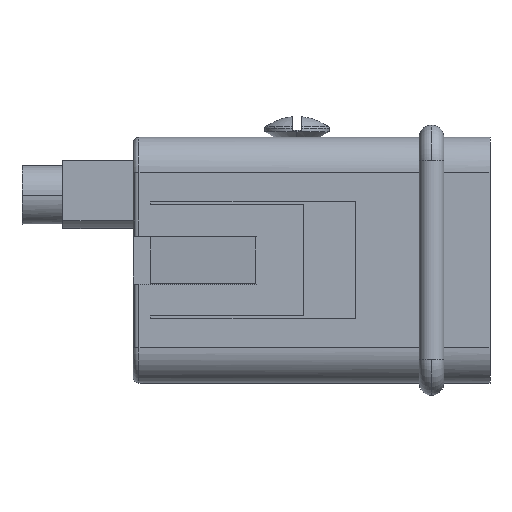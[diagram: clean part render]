
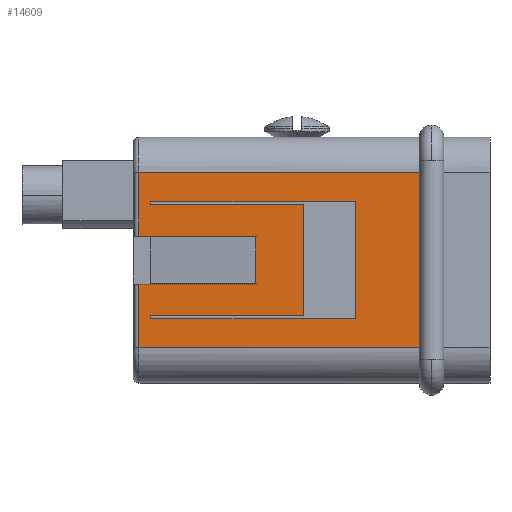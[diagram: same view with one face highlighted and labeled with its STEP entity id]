
A CAD part, front view. The second image highlights one B-rep face of the part: STEP entity #14609.
In plain terms, the highlighted planar face has unit normal (0, -1, 0).
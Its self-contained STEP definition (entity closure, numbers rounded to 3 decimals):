
#2059=CARTESIAN_POINT('',(5.45,-10.5,-7.5));
#2060=VERTEX_POINT('',#2059);
#2083=CARTESIAN_POINT('',(5.45,-10.5,7.5));
#2084=VERTEX_POINT('',#2083);
#2167=CARTESIAN_POINT('',(5.45,-10.5,-7.5));
#2168=DIRECTION('',(0.0,0.0,1.0));
#2169=VECTOR('',#2168,15.0);
#2170=LINE('',#2167,#2169);
#2171=EDGE_CURVE('',#2060,#2084,#2170,.T.);
#12384=CARTESIAN_POINT('',(-18.5,-10.5,-7.5));
#12385=VERTEX_POINT('',#12384);
#12386=CARTESIAN_POINT('',(-18.5,-10.5,-7.5));
#12387=DIRECTION('',(1.0,0.0,0.0));
#12388=VECTOR('',#12387,23.95);
#12389=LINE('',#12386,#12388);
#12390=EDGE_CURVE('',#12385,#2060,#12389,.T.);
#14362=CARTESIAN_POINT('',(-8.5,-10.5,-2.0));
#14363=VERTEX_POINT('',#14362);
#14386=CARTESIAN_POINT('',(-8.5,-10.5,2.0));
#14387=VERTEX_POINT('',#14386);
#14401=CARTESIAN_POINT('',(-8.5,-10.5,-2.0));
#14402=DIRECTION('',(0.0,0.0,1.0));
#14403=VECTOR('',#14402,4.0);
#14404=LINE('',#14401,#14403);
#14405=EDGE_CURVE('',#14363,#14387,#14404,.T.);
#14447=CARTESIAN_POINT('',(-8.5,-10.5,-2.05));
#14448=VERTEX_POINT('',#14447);
#14455=CARTESIAN_POINT('',(-8.5,-10.5,-2.05));
#14456=DIRECTION('',(0.,0.0,1.0));
#14457=VECTOR('',#14456,0.05);
#14458=LINE('',#14455,#14457);
#14459=EDGE_CURVE('',#14448,#14363,#14458,.T.);
#14470=CARTESIAN_POINT('',(-8.5,-10.5,2.05));
#14471=VERTEX_POINT('',#14470);
#14472=CARTESIAN_POINT('',(-8.5,-10.5,2.0));
#14473=DIRECTION('',(0.,0.0,1.0));
#14474=VECTOR('',#14473,0.05);
#14475=LINE('',#14472,#14474);
#14476=EDGE_CURVE('',#14387,#14471,#14475,.T.);
#14495=CARTESIAN_POINT('',(0.0,-10.5,7.5));
#14496=DIRECTION('',(0.0,-1.0,0.0));
#14497=DIRECTION('',(0.0,0.0,-1.0));
#14498=AXIS2_PLACEMENT_3D('',#14495,#14496,#14497);
#14499=PLANE('',#14498);
#14500=ORIENTED_EDGE('',*,*,#2171,.T.);
#14501=CARTESIAN_POINT('',(-18.5,-10.5,7.5));
#14502=VERTEX_POINT('',#14501);
#14503=CARTESIAN_POINT('',(-18.5,-10.5,7.5));
#14504=DIRECTION('',(1.0,0.0,0.0));
#14505=VECTOR('',#14504,23.95);
#14506=LINE('',#14503,#14505);
#14507=EDGE_CURVE('',#14502,#2084,#14506,.T.);
#14508=ORIENTED_EDGE('',*,*,#14507,.F.);
#14509=CARTESIAN_POINT('',(-18.5,-10.5,2.05));
#14510=VERTEX_POINT('',#14509);
#14511=CARTESIAN_POINT('',(-18.5,-10.5,2.05));
#14512=DIRECTION('',(0.0,0.0,1.0));
#14513=VECTOR('',#14512,5.45);
#14514=LINE('',#14511,#14513);
#14515=EDGE_CURVE('',#14510,#14502,#14514,.T.);
#14516=ORIENTED_EDGE('',*,*,#14515,.F.);
#14517=CARTESIAN_POINT('',(-8.5,-10.5,2.05));
#14518=DIRECTION('',(-1.0,0.0,0.0));
#14519=VECTOR('',#14518,10.);
#14520=LINE('',#14517,#14519);
#14521=EDGE_CURVE('',#14471,#14510,#14520,.T.);
#14522=ORIENTED_EDGE('',*,*,#14521,.F.);
#14523=ORIENTED_EDGE('',*,*,#14476,.F.);
#14524=ORIENTED_EDGE('',*,*,#14405,.F.);
#14525=ORIENTED_EDGE('',*,*,#14459,.F.);
#14526=CARTESIAN_POINT('',(-18.5,-10.5,-2.05));
#14527=VERTEX_POINT('',#14526);
#14528=CARTESIAN_POINT('',(-8.5,-10.5,-2.05));
#14529=DIRECTION('',(-1.0,0.0,0.0));
#14530=VECTOR('',#14529,10.);
#14531=LINE('',#14528,#14530);
#14532=EDGE_CURVE('',#14448,#14527,#14531,.T.);
#14533=ORIENTED_EDGE('',*,*,#14532,.T.);
#14534=CARTESIAN_POINT('',(-18.5,-10.5,-7.5));
#14535=DIRECTION('',(0.0,0.0,1.0));
#14536=VECTOR('',#14535,5.45);
#14537=LINE('',#14534,#14536);
#14538=EDGE_CURVE('',#12385,#14527,#14537,.T.);
#14539=ORIENTED_EDGE('',*,*,#14538,.F.);
#14540=ORIENTED_EDGE('',*,*,#12390,.T.);
#14541=EDGE_LOOP('',(#14500,#14508,#14516,#14522,#14523,#14524,#14525,#14533,#14539,#14540));
#14542=FACE_OUTER_BOUND('',#14541,.T.);
#14543=CARTESIAN_POINT('',(-17.5,-10.5,4.75));
#14544=VERTEX_POINT('',#14543);
#14545=CARTESIAN_POINT('',(-17.5,-10.5,5.0));
#14546=VERTEX_POINT('',#14545);
#14547=CARTESIAN_POINT('',(-17.5,-10.5,4.75));
#14548=DIRECTION('',(0.0,0.0,1.0));
#14549=VECTOR('',#14548,0.25);
#14550=LINE('',#14547,#14549);
#14551=EDGE_CURVE('',#14544,#14546,#14550,.T.);
#14552=ORIENTED_EDGE('',*,*,#14551,.T.);
#14553=CARTESIAN_POINT('',(0.0,-10.5,5.0));
#14554=VERTEX_POINT('',#14553);
#14555=CARTESIAN_POINT('',(-17.5,-10.5,5.0));
#14556=DIRECTION('',(1.0,0.0,0.0));
#14557=VECTOR('',#14556,17.5);
#14558=LINE('',#14555,#14557);
#14559=EDGE_CURVE('',#14546,#14554,#14558,.T.);
#14560=ORIENTED_EDGE('',*,*,#14559,.T.);
#14561=CARTESIAN_POINT('',(0.0,-10.5,-5.0));
#14562=VERTEX_POINT('',#14561);
#14563=CARTESIAN_POINT('',(0.0,-10.5,5.0));
#14564=DIRECTION('',(0.0,0.0,-1.0));
#14565=VECTOR('',#14564,10.0);
#14566=LINE('',#14563,#14565);
#14567=EDGE_CURVE('',#14554,#14562,#14566,.T.);
#14568=ORIENTED_EDGE('',*,*,#14567,.T.);
#14569=CARTESIAN_POINT('',(-17.5,-10.5,-5.0));
#14570=VERTEX_POINT('',#14569);
#14571=CARTESIAN_POINT('',(0.0,-10.5,-5.0));
#14572=DIRECTION('',(-1.0,0.0,0.0));
#14573=VECTOR('',#14572,17.5);
#14574=LINE('',#14571,#14573);
#14575=EDGE_CURVE('',#14562,#14570,#14574,.T.);
#14576=ORIENTED_EDGE('',*,*,#14575,.T.);
#14577=CARTESIAN_POINT('',(-17.5,-10.5,-4.75));
#14578=VERTEX_POINT('',#14577);
#14579=CARTESIAN_POINT('',(-17.5,-10.5,-5.0));
#14580=DIRECTION('',(0.0,0.0,1.0));
#14581=VECTOR('',#14580,0.25);
#14582=LINE('',#14579,#14581);
#14583=EDGE_CURVE('',#14570,#14578,#14582,.T.);
#14584=ORIENTED_EDGE('',*,*,#14583,.T.);
#14585=CARTESIAN_POINT('',(-4.4,-10.5,-4.75));
#14586=VERTEX_POINT('',#14585);
#14587=CARTESIAN_POINT('',(-4.4,-10.5,-4.75));
#14588=DIRECTION('',(-1.0,0.0,0.0));
#14589=VECTOR('',#14588,13.1);
#14590=LINE('',#14587,#14589);
#14591=EDGE_CURVE('',#14586,#14578,#14590,.T.);
#14592=ORIENTED_EDGE('',*,*,#14591,.F.);
#14593=CARTESIAN_POINT('',(-4.4,-10.5,4.75));
#14594=VERTEX_POINT('',#14593);
#14595=CARTESIAN_POINT('',(-4.4,-10.5,4.75));
#14596=DIRECTION('',(0.0,0.0,-1.0));
#14597=VECTOR('',#14596,9.5);
#14598=LINE('',#14595,#14597);
#14599=EDGE_CURVE('',#14594,#14586,#14598,.T.);
#14600=ORIENTED_EDGE('',*,*,#14599,.F.);
#14601=CARTESIAN_POINT('',(-17.5,-10.5,4.75));
#14602=DIRECTION('',(1.0,0.0,0.0));
#14603=VECTOR('',#14602,13.1);
#14604=LINE('',#14601,#14603);
#14605=EDGE_CURVE('',#14544,#14594,#14604,.T.);
#14606=ORIENTED_EDGE('',*,*,#14605,.F.);
#14607=EDGE_LOOP('',(#14552,#14560,#14568,#14576,#14584,#14592,#14600,#14606));
#14608=FACE_BOUND('',#14607,.T.);
#14609=ADVANCED_FACE('',(#14542,#14608),#14499,.T.);
